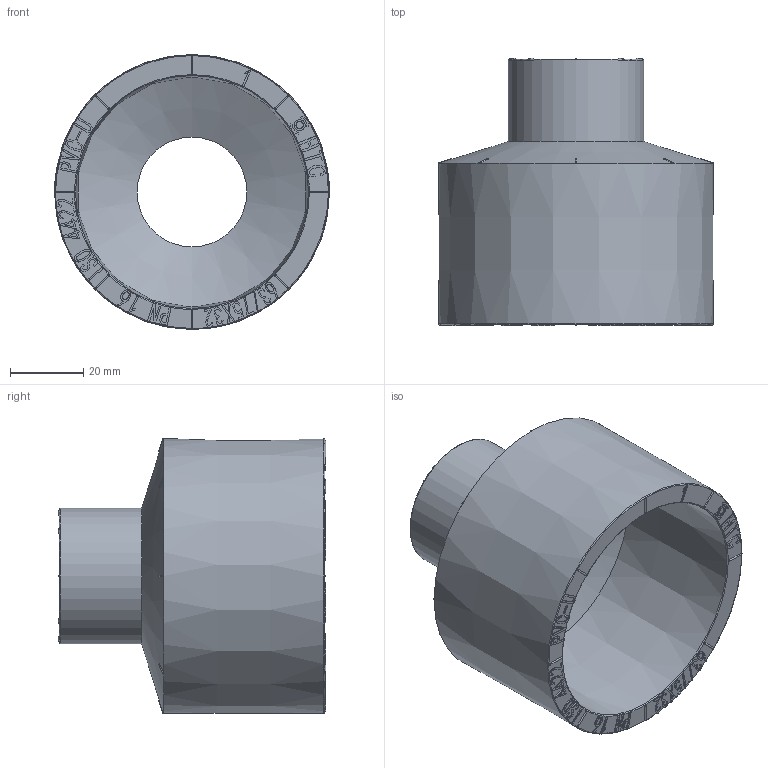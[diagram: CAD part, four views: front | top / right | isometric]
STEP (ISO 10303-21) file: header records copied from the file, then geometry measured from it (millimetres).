
FILE_DESCRIPTION(/* description */ (''),/* implementation_level */ '2;1');
FILE_NAME(/* name */ 'Z1Q063032.stp',/* time_stamp */ '2024-10-24T10:49:52+08:00',/* author */ (''),/* organization */ (''),/* preprocessor_version */ 'ST-DEVELOPER v16',/* originating_system */ 'SIEMENS PLM Software NX 10.0',/* authorisation */ '');
FILE_SCHEMA (('AUTOMOTIVE_DESIGN { 1 0 10303 214 3 1 1 1 }'));
Length unit declared in the file: millimetre
Products named in the file (1): gelv1274A791u31p
Bounding box: 75.1 x 73 x 75.1 mm (x, y, z)
Volume: 80967.9 mm3; surface area: 31071.7 mm2
Topology: 1 solids, 1 shells, 1293 faces, 3716 edges, 2418 vertices
Faces by surface type: plane 1157, sphere 64, cylinder 56, extrusion 7, cone 5, torus 4
Full cylindrical faces by diameter (mm): 2 x1, 3 x1, 30 x1, 37 x1
Entity records: 46891 total; most frequent: CARTESIAN_POINT 17583, ORIENTED_EDGE 7324, DIRECTION 4249, EDGE_CURVE 3662, VERTEX_POINT 2410, B_SPLINE_CURVE_WITH_KNOTS 2259, AXIS2_PLACEMENT_3D 1545, EDGE_LOOP 1334
